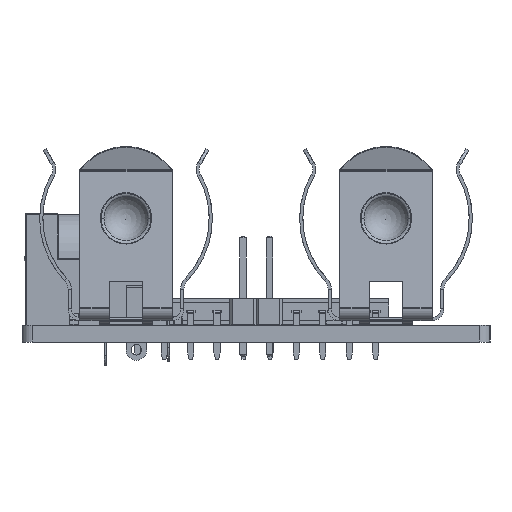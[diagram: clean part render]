
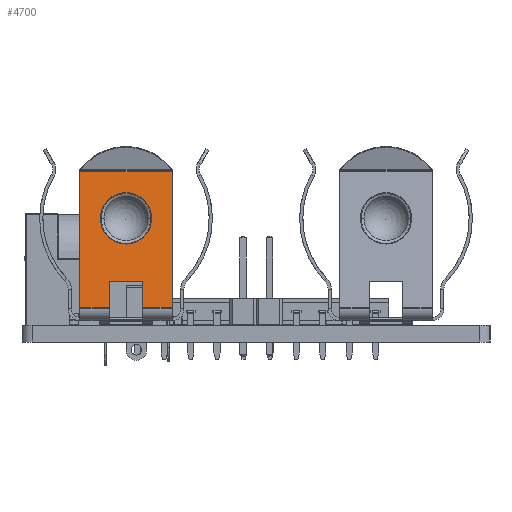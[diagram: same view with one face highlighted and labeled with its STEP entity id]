
A CAD part, left-side view. The second image highlights one B-rep face of the part: STEP entity #4700.
In plain terms, the highlighted face is planar.
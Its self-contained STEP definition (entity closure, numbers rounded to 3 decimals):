
#1428 = EDGE_CURVE('',#1429,#1431,#1433,.T.);
#1429 = VERTEX_POINT('',#1430);
#1430 = CARTESIAN_POINT('',(6.305,10.259,
    2.465));
#1431 = VERTEX_POINT('',#1432);
#1432 = CARTESIAN_POINT('',(6.305,10.259,
    -2.465));
#1433 = CIRCLE('',#1434,2.465);
#1434 = AXIS2_PLACEMENT_3D('',#1435,#1436,#1437);
#1435 = CARTESIAN_POINT('',(6.305,10.259,
    0.));
#1436 = DIRECTION('',(-0.996,-0.087,
    0.));
#1437 = DIRECTION('',(0.,0.,-1.));
#1583 = EDGE_CURVE('',#1431,#1429,#1584,.T.);
#1584 = CIRCLE('',#1585,2.465);
#1585 = AXIS2_PLACEMENT_3D('',#1586,#1587,#1588);
#1586 = CARTESIAN_POINT('',(6.305,10.259,
    0.));
#1587 = DIRECTION('',(-0.996,-0.087,
    0.));
#1588 = DIRECTION('',(0.,0.,-1.));
#2766 = VERTEX_POINT('',#2767);
#2767 = CARTESIAN_POINT('',(5.913,14.739,4.445));
#2776 = VERTEX_POINT('',#2777);
#2777 = CARTESIAN_POINT('',(5.913,14.739,-4.445));
#2784 = EDGE_CURVE('',#2776,#2766,#2785,.T.);
#2785 = LINE('',#2786,#2787);
#2786 = CARTESIAN_POINT('',(5.913,14.739,
    0.));
#2787 = VECTOR('',#2788,1.);
#2788 = DIRECTION('',(0.,0.,1.));
#2833 = VERTEX_POINT('',#2834);
#2834 = CARTESIAN_POINT('',(7.06,1.63,4.445));
#2840 = EDGE_CURVE('',#2766,#2833,#2841,.T.);
#2841 = LINE('',#2842,#2843);
#2842 = CARTESIAN_POINT('',(7.065,1.573,4.445));
#2843 = VECTOR('',#2844,1.);
#2844 = DIRECTION('',(0.087,-0.996,
    0.));
#2862 = VERTEX_POINT('',#2863);
#2863 = CARTESIAN_POINT('',(6.839,4.158,1.6));
#2871 = EDGE_CURVE('',#2872,#2862,#2874,.T.);
#2872 = VERTEX_POINT('',#2873);
#2873 = CARTESIAN_POINT('',(7.06,1.63,1.6));
#2874 = LINE('',#2875,#2876);
#2875 = CARTESIAN_POINT('',(7.065,1.573,1.6));
#2876 = VECTOR('',#2877,1.);
#2877 = DIRECTION('',(-0.087,0.996,
    0.));
#2900 = VERTEX_POINT('',#2901);
#2901 = CARTESIAN_POINT('',(7.06,1.63,-1.6));
#2907 = EDGE_CURVE('',#2908,#2900,#2910,.T.);
#2908 = VERTEX_POINT('',#2909);
#2909 = CARTESIAN_POINT('',(6.839,4.158,-1.6));
#2910 = LINE('',#2911,#2912);
#2911 = CARTESIAN_POINT('',(7.065,1.573,-1.6));
#2912 = VECTOR('',#2913,1.);
#2913 = DIRECTION('',(0.087,-0.996,
    0.));
#2938 = VERTEX_POINT('',#2939);
#2939 = CARTESIAN_POINT('',(7.06,1.63,-4.445));
#2952 = EDGE_CURVE('',#2938,#2776,#2953,.T.);
#2953 = LINE('',#2954,#2955);
#2954 = CARTESIAN_POINT('',(7.065,1.573,-4.445));
#2955 = VECTOR('',#2956,1.);
#2956 = DIRECTION('',(-0.087,0.996,
    0.));
#2966 = EDGE_CURVE('',#2862,#2908,#2967,.T.);
#2967 = LINE('',#2968,#2969);
#2968 = CARTESIAN_POINT('',(6.839,4.158,
    0.));
#2969 = VECTOR('',#2970,1.);
#2970 = DIRECTION('',(0.,0.,-1.));
#3029 = EDGE_CURVE('',#2938,#2900,#3030,.T.);
#3030 = LINE('',#3031,#3032);
#3031 = CARTESIAN_POINT('',(7.06,1.63,4.445));
#3032 = VECTOR('',#3033,1.);
#3033 = DIRECTION('',(0.,0.,1.));
#3129 = EDGE_CURVE('',#2872,#2833,#3130,.T.);
#3130 = LINE('',#3131,#3132);
#3131 = CARTESIAN_POINT('',(7.06,1.63,4.445));
#3132 = VECTOR('',#3133,1.);
#3133 = DIRECTION('',(0.,0.,1.));
#4700 = ADVANCED_FACE('',(#4701,#4705),#4715,.F.);
#4701 = FACE_BOUND('',#4702,.T.);
#4702 = EDGE_LOOP('',(#4703,#4704));
#4703 = ORIENTED_EDGE('',*,*,#1583,.T.);
#4704 = ORIENTED_EDGE('',*,*,#1428,.T.);
#4705 = FACE_BOUND('',#4706,.T.);
#4706 = EDGE_LOOP('',(#4707,#4708,#4709,#4710,#4711,#4712,#4713,#4714));
#4707 = ORIENTED_EDGE('',*,*,#2871,.T.);
#4708 = ORIENTED_EDGE('',*,*,#2966,.T.);
#4709 = ORIENTED_EDGE('',*,*,#2907,.T.);
#4710 = ORIENTED_EDGE('',*,*,#3029,.F.);
#4711 = ORIENTED_EDGE('',*,*,#2952,.T.);
#4712 = ORIENTED_EDGE('',*,*,#2784,.T.);
#4713 = ORIENTED_EDGE('',*,*,#2840,.T.);
#4714 = ORIENTED_EDGE('',*,*,#3129,.F.);
#4715 = PLANE('',#4716);
#4716 = AXIS2_PLACEMENT_3D('',#4717,#4718,#4719);
#4717 = CARTESIAN_POINT('',(7.065,1.573,
    0.));
#4718 = DIRECTION('',(-0.996,-0.087,
    0.));
#4719 = DIRECTION('',(0.,0.,-1.));
